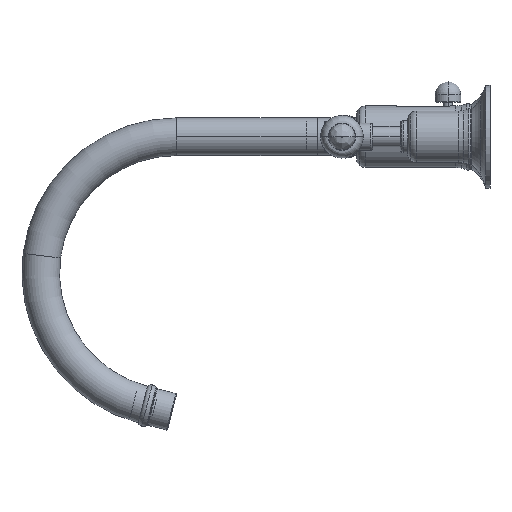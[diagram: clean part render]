
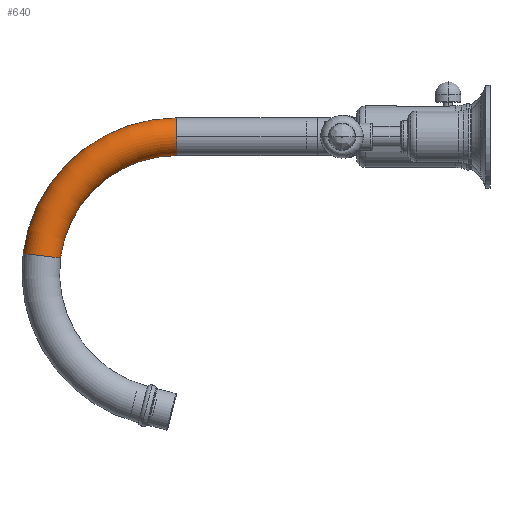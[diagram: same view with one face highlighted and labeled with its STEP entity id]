
A CAD part, left-side view. The second image highlights one B-rep face of the part: STEP entity #640.
In plain terms, the highlighted toroidal (fillet/blend) face has major radius 79.5 mm and minor radius 11 mm.
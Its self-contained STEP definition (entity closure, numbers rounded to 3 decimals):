
#229=CARTESIAN_POINT('',(9.402,131.243,-79.5));
#230=DIRECTION('',(1.,0.,0.));
#231=DIRECTION('',(0.,0.992,0.125));
#232=AXIS2_PLACEMENT_3D('',#229,#230,#231);
#356=CARTESIAN_POINT('',(9.402,131.243,0.));
#357=DIRECTION('',(0.,-1.,0.));
#358=DIRECTION('',(-1.,0.,0.));
#359=AXIS2_PLACEMENT_3D('',#356,#357,#358);
#361=CARTESIAN_POINT('',(9.402,210.115,-69.531));
#362=DIRECTION('',(0.,0.125,-0.992));
#363=DIRECTION('',(0.,-0.992,-0.125));
#364=AXIS2_PLACEMENT_3D('',#361,#362,#363);
#366=CARTESIAN_POINT('',(9.402,131.243,-79.5));
#367=DIRECTION('',(1.,0.,0.));
#368=DIRECTION('',(0.,0.992,0.125));
#369=AXIS2_PLACEMENT_3D('',#366,#367,#368);
#371=CARTESIAN_POINT('',(9.402,131.243,0.));
#372=DIRECTION('',(0.,-1.,0.));
#373=DIRECTION('',(0.,0.,1.));
#374=AXIS2_PLACEMENT_3D('',#371,#372,#373);
#386=CARTESIAN_POINT('',(9.402,131.243,-11.));
#388=VERTEX_POINT('',#386);
#390=CARTESIAN_POINT('',(-1.598,131.243,
0.));
#391=VERTEX_POINT('',#390);
#398=CARTESIAN_POINT('',(9.402,131.243,11.));
#399=VERTEX_POINT('',#398);
#400=CARTESIAN_POINT('',(9.402,221.028,-68.152));
#401=VERTEX_POINT('',#400);
#402=CARTESIAN_POINT('',(9.402,199.202,-70.911));
#403=VERTEX_POINT('',#402);
#628=CARTESIAN_POINT('',(9.402,131.243,-79.5));
#629=DIRECTION('',(-1.,0.,0.));
#630=DIRECTION('',(0.,0.,1.));
#631=AXIS2_PLACEMENT_3D('',#628,#629,#630);
#632=TOROIDAL_SURFACE('',#631,79.5,11.);
#633=ORIENTED_EDGE('',*,*,#439,.T.);
#634=ORIENTED_EDGE('',*,*,#463,.F.);
#635=ORIENTED_EDGE('',*,*,#609,.T.);
#636=ORIENTED_EDGE('',*,*,#459,.T.);
#637=ORIENTED_EDGE('',*,*,#481,.T.);
#638=EDGE_LOOP('',(#633,#634,#635,#636,#637));
#639=FACE_OUTER_BOUND('',#638,.F.);
#640=ADVANCED_FACE('',(#639),#632,.T.);
#233=CIRCLE('',#232,68.5);
#360=CIRCLE('',#359,11.);
#365=CIRCLE('',#364,11.);
#370=CIRCLE('',#369,90.5);
#375=CIRCLE('',#374,11.);
#439=EDGE_CURVE('',#391,#388,#360,.T.);
#459=EDGE_CURVE('',#401,#399,#370,.T.);
#463=EDGE_CURVE('',#403,#388,#233,.T.);
#481=EDGE_CURVE('',#399,#391,#375,.T.);
#609=EDGE_CURVE('',#403,#401,#365,.T.);
